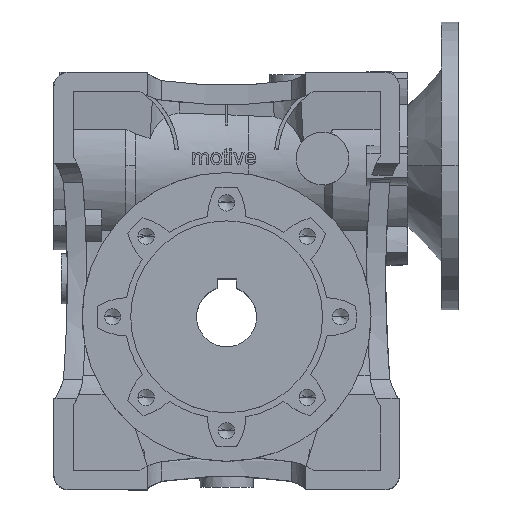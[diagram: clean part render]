
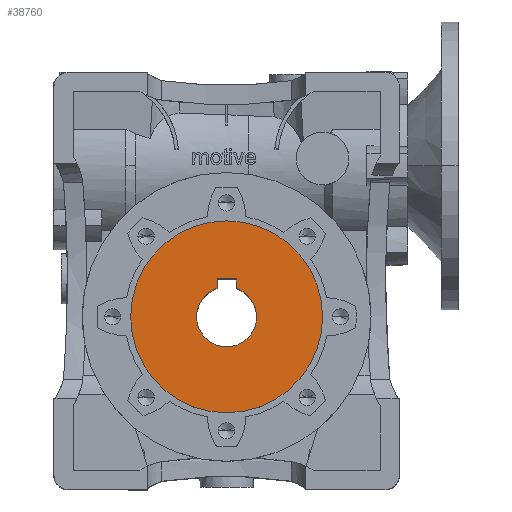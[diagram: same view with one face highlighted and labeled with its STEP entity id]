
A CAD part, top view. The second image highlights one B-rep face of the part: STEP entity #38760.
In plain terms, the highlighted face is planar.
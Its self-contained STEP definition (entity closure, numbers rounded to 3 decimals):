
#2608 = AXIS2_PLACEMENT_3D ( 'NONE', #48398, #48399, #48400 ) ;
#2797 = AXIS2_PLACEMENT_3D ( 'NONE', #40523, #40525, #40527 ) ;
#2799 = AXIS2_PLACEMENT_3D ( 'NONE', #40548, #40550, #40552 ) ;
#4975 = CARTESIAN_POINT ( 'NONE',  ( -4., 15.8, -56. ) ) ;
#4979 = DIRECTION ( 'NONE',  ( -1., 0., 0. ) ) ;
#4982 = CARTESIAN_POINT ( 'NONE',  ( 4., 15.8, -56. ) ) ;
#4983 = DIRECTION ( 'NONE',  ( 0., 1., 0. ) ) ;
#4984 = CARTESIAN_POINT ( 'NONE',  ( 0., 0., -56. ) ) ;
#4985 = DIRECTION ( 'NONE',  ( 0., 0., 1. ) ) ;
#4986 = DIRECTION ( 'NONE',  ( 1., 0., 0. ) ) ;
#4987 = CARTESIAN_POINT ( 'NONE',  ( -4., 15.8, -56. ) ) ;
#4988 = DIRECTION ( 'NONE',  ( 0., -1., 0. ) ) ;
#4990 = CARTESIAN_POINT ( 'NONE',  ( 0., 0., -56. ) ) ;
#4991 = DIRECTION ( 'NONE',  ( 0., 0., 1. ) ) ;
#4992 = DIRECTION ( 'NONE',  ( 1., 0., 0. ) ) ;
#5935 = AXIS2_PLACEMENT_3D ( 'NONE', #45876, #45875, #45880 ) ;
#8142 = EDGE_CURVE ( 'NONE', #20769, #20765, #16923, .T. ) ;
#9841 = CARTESIAN_POINT ( 'NONE',  ( -40., 0., -56. ) ) ;
#9845 = CARTESIAN_POINT ( 'NONE',  ( 40., 0., -56. ) ) ;
#9954 = CARTESIAN_POINT ( 'NONE',  ( 4., 11.843, -56. ) ) ;
#9971 = CARTESIAN_POINT ( 'NONE',  ( -12.5, 0., -56. ) ) ;
#9976 = CARTESIAN_POINT ( 'NONE',  ( 12.5, 0., -56. ) ) ;
#11719 = CIRCLE ( 'NONE', #13831, 40. ) ;
#11721 = LINE ( 'NONE', #4987, #11727 ) ;
#11723 = LINE ( 'NONE', #4975, #11725 ) ;
#11725 = VECTOR ( 'NONE', #4979, 1000. ) ;
#11726 = CIRCLE ( 'NONE', #13833, 12.5 ) ;
#11727 = VECTOR ( 'NONE', #4988, 1000. ) ;
#11728 = LINE ( 'NONE', #4982, #11730 ) ;
#11730 = VECTOR ( 'NONE', #4983, 1000. ) ;
#13831 = AXIS2_PLACEMENT_3D ( 'NONE', #4984, #4985, #4986 ) ;
#13833 = AXIS2_PLACEMENT_3D ( 'NONE', #4990, #4991, #4992 ) ;
#15643 = ORIENTED_EDGE ( 'NONE', *, *, #8142, .F. ) ;
#15644 = ORIENTED_EDGE ( 'NONE', *, *, #44203, .F. ) ;
#15645 = ORIENTED_EDGE ( 'NONE', *, *, #44205, .T. ) ;
#15646 = ORIENTED_EDGE ( 'NONE', *, *, #44207, .T. ) ;
#15647 = ORIENTED_EDGE ( 'NONE', *, *, #44209, .T. ) ;
#15648 = ORIENTED_EDGE ( 'NONE', *, *, #36020, .T. ) ;
#15649 = ORIENTED_EDGE ( 'NONE', *, *, #36011, .T. ) ;
#15650 = ORIENTED_EDGE ( 'NONE', *, *, #44212, .T. ) ;
#16923 = CIRCLE ( 'NONE', #2608, 40. ) ;
#18525 = CARTESIAN_POINT ( 'NONE',  ( -4., 11.843, -56. ) ) ;
#18550 = CARTESIAN_POINT ( 'NONE',  ( 4., 15.8, -56. ) ) ;
#18629 = CARTESIAN_POINT ( 'NONE',  ( -4., 15.8, -56. ) ) ;
#19523 = EDGE_LOOP ( 'NONE', ( #15645, #15646, #15647, #15648, #15649, #15650 ) ) ;
#19525 = EDGE_LOOP ( 'NONE', ( #15643, #15644 ) ) ;
#20765 = VERTEX_POINT ( 'NONE', #9841 ) ;
#20769 = VERTEX_POINT ( 'NONE', #9845 ) ;
#20878 = VERTEX_POINT ( 'NONE', #9954 ) ;
#20895 = VERTEX_POINT ( 'NONE', #9971 ) ;
#20900 = VERTEX_POINT ( 'NONE', #9976 ) ;
#28739 = FACE_OUTER_BOUND ( 'NONE', #19525, .T. ) ;
#28747 = FACE_BOUND ( 'NONE', #19523, .T. ) ;
#36011 = EDGE_CURVE ( 'NONE', #20900, #20878, #43825, .T. ) ;
#36020 = EDGE_CURVE ( 'NONE', #20895, #20900, #43838, .T. ) ;
#38760 = ADVANCED_FACE ( 'NONE', ( #28739, #28747 ), #45878, .F. ) ;
#40523 = CARTESIAN_POINT ( 'NONE',  ( 0., 0., -56. ) ) ;
#40525 = DIRECTION ( 'NONE',  ( 0., 0., 1. ) ) ;
#40527 = DIRECTION ( 'NONE',  ( 1., 0., 0. ) ) ;
#40548 = CARTESIAN_POINT ( 'NONE',  ( 0., 0., -56. ) ) ;
#40550 = DIRECTION ( 'NONE',  ( 0., 0., 1. ) ) ;
#40552 = DIRECTION ( 'NONE',  ( 1., 0., 0. ) ) ;
#43825 = CIRCLE ( 'NONE', #2797, 12.5 ) ;
#43838 = CIRCLE ( 'NONE', #2799, 12.5 ) ;
#44203 = EDGE_CURVE ( 'NONE', #20765, #20769, #11719, .T. ) ;
#44205 = EDGE_CURVE ( 'NONE', #47026, #47073, #11723, .T. ) ;
#44207 = EDGE_CURVE ( 'NONE', #47073, #47012, #11721, .T. ) ;
#44209 = EDGE_CURVE ( 'NONE', #47012, #20895, #11726, .T. ) ;
#44212 = EDGE_CURVE ( 'NONE', #20878, #47026, #11728, .T. ) ;
#45875 = DIRECTION ( 'NONE',  ( 0., 0., 1. ) ) ;
#45876 = CARTESIAN_POINT ( 'NONE',  ( 0., 40., -56. ) ) ;
#45878 = PLANE ( 'NONE',  #5935 ) ;
#45880 = DIRECTION ( 'NONE',  ( 1., 0., 0. ) ) ;
#47012 = VERTEX_POINT ( 'NONE', #18525 ) ;
#47026 = VERTEX_POINT ( 'NONE', #18550 ) ;
#47073 = VERTEX_POINT ( 'NONE', #18629 ) ;
#48398 = CARTESIAN_POINT ( 'NONE',  ( 0., 0., -56. ) ) ;
#48399 = DIRECTION ( 'NONE',  ( 0., 0., 1. ) ) ;
#48400 = DIRECTION ( 'NONE',  ( 1., 0., 0. ) ) ;
